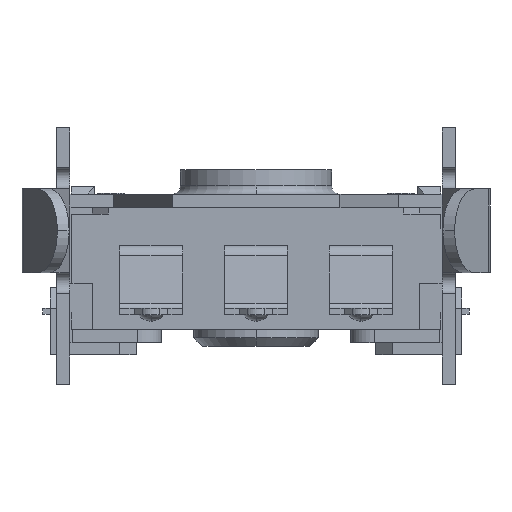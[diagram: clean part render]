
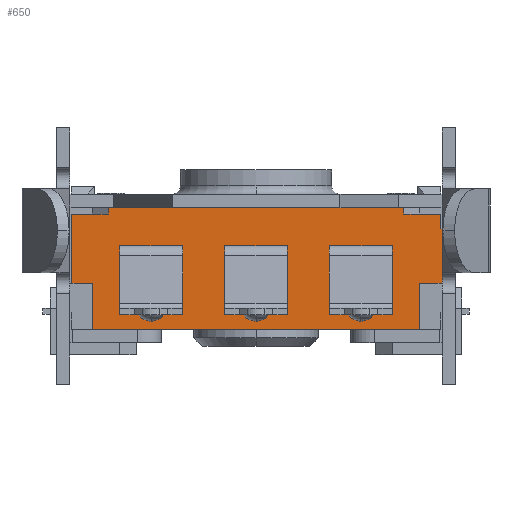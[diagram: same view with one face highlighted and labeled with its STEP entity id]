
A CAD part, front view. The second image highlights one B-rep face of the part: STEP entity #650.
In plain terms, the highlighted planar face has unit normal (0, -1, 0).
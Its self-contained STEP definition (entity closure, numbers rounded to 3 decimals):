
#650=ADVANCED_FACE('NONE',(#1602,#1603,#1604,#1605),#1606,.F.);
#1602=FACE_OUTER_BOUND('',#2867,.T.);
#1603=FACE_BOUND('',#2868,.T.);
#1604=FACE_BOUND('',#2869,.T.);
#1605=FACE_BOUND('',#2870,.T.);
#1606=PLANE('',#2871);
#2867=EDGE_LOOP('',(#4722,#4723,#4724,#4725,#4726,#4727,#4728,#4729,#4730,#4731,#4732,#4733,#4734,#4735));
#2868=EDGE_LOOP('',(#4736,#4737,#4738,#4739));
#2869=EDGE_LOOP('',(#4740,#4741,#4742,#4743));
#2870=EDGE_LOOP('',(#4744,#4745,#4746,#4747));
#2871=AXIS2_PLACEMENT_3D('',#4748,#4749,#4750);
#4722=ORIENTED_EDGE('',*,*,#8080,.F.);
#4723=ORIENTED_EDGE('',*,*,#8078,.F.);
#4724=ORIENTED_EDGE('',*,*,#8081,.T.);
#4725=ORIENTED_EDGE('',*,*,#8082,.T.);
#4726=ORIENTED_EDGE('',*,*,#8083,.T.);
#4727=ORIENTED_EDGE('',*,*,#8084,.T.);
#4728=ORIENTED_EDGE('',*,*,#8085,.F.);
#4729=ORIENTED_EDGE('',*,*,#8086,.T.);
#4730=ORIENTED_EDGE('',*,*,#8087,.T.);
#4731=ORIENTED_EDGE('',*,*,#8088,.F.);
#4732=ORIENTED_EDGE('',*,*,#8089,.F.);
#4733=ORIENTED_EDGE('',*,*,#8090,.F.);
#4734=ORIENTED_EDGE('',*,*,#8091,.T.);
#4735=ORIENTED_EDGE('',*,*,#8092,.T.);
#4736=ORIENTED_EDGE('',*,*,#8093,.F.);
#4737=ORIENTED_EDGE('',*,*,#8094,.T.);
#4738=ORIENTED_EDGE('',*,*,#8095,.F.);
#4739=ORIENTED_EDGE('',*,*,#8096,.F.);
#4740=ORIENTED_EDGE('',*,*,#8097,.F.);
#4741=ORIENTED_EDGE('',*,*,#8098,.T.);
#4742=ORIENTED_EDGE('',*,*,#8099,.F.);
#4743=ORIENTED_EDGE('',*,*,#8100,.F.);
#4744=ORIENTED_EDGE('',*,*,#7857,.F.);
#4745=ORIENTED_EDGE('',*,*,#7853,.T.);
#4746=ORIENTED_EDGE('',*,*,#7828,.F.);
#4747=ORIENTED_EDGE('',*,*,#7849,.F.);
#4748=CARTESIAN_POINT('',(-3.9,-4.8,0.7));
#4749=DIRECTION('',(-0.0,1.0,0.0));
#4750=DIRECTION('',(1.0,0.0,0.0));
#7828=EDGE_CURVE('NONE',#9459,#9460,#9461,.T.);
#7849=EDGE_CURVE('NONE',#9500,#9459,#9501,.T.);
#7853=EDGE_CURVE('NONE',#9506,#9460,#9507,.T.);
#7857=EDGE_CURVE('NONE',#9506,#9500,#9512,.T.);
#8078=EDGE_CURVE('NONE',#9831,#9826,#9833,.T.);
#8080=EDGE_CURVE('NONE',#9826,#9835,#9836,.T.);
#8081=EDGE_CURVE('NONE',#9831,#9837,#9838,.T.);
#8082=EDGE_CURVE('NONE',#9837,#9839,#9840,.T.);
#8083=EDGE_CURVE('NONE',#9839,#9841,#9842,.T.);
#8084=EDGE_CURVE('NONE',#9841,#9843,#9844,.T.);
#8085=EDGE_CURVE('NONE',#9845,#9843,#9846,.T.);
#8086=EDGE_CURVE('NONE',#9845,#9847,#9848,.T.);
#8087=EDGE_CURVE('NONE',#9847,#9849,#9850,.T.);
#8088=EDGE_CURVE('NONE',#9851,#9849,#9852,.T.);
#8089=EDGE_CURVE('NONE',#9853,#9851,#9854,.T.);
#8090=EDGE_CURVE('NONE',#9855,#9853,#9856,.T.);
#8091=EDGE_CURVE('NONE',#9855,#9857,#9858,.T.);
#8092=EDGE_CURVE('NONE',#9857,#9835,#9859,.T.);
#8093=EDGE_CURVE('NONE',#9860,#9861,#9862,.T.);
#8094=EDGE_CURVE('NONE',#9860,#9863,#9864,.T.);
#8095=EDGE_CURVE('NONE',#9865,#9863,#9866,.T.);
#8096=EDGE_CURVE('NONE',#9861,#9865,#9867,.T.);
#8097=EDGE_CURVE('NONE',#9868,#9869,#9870,.T.);
#8098=EDGE_CURVE('NONE',#9868,#9871,#9872,.T.);
#8099=EDGE_CURVE('NONE',#9873,#9871,#9874,.T.);
#8100=EDGE_CURVE('NONE',#9869,#9873,#9875,.T.);
#9459=VERTEX_POINT('NONE',#11728);
#9460=VERTEX_POINT('NONE',#11729);
#9461=LINE('',#11730,#11731);
#9500=VERTEX_POINT('NONE',#11781);
#9501=LINE('',#11782,#11783);
#9506=VERTEX_POINT('NONE',#11790);
#9507=LINE('',#11791,#11792);
#9512=LINE('',#11799,#11800);
#9826=VERTEX_POINT('NONE',#12248);
#9831=VERTEX_POINT('NONE',#12255);
#9833=LINE('',#12258,#12259);
#9835=VERTEX_POINT('NONE',#12261);
#9836=LINE('',#12262,#12263);
#9837=VERTEX_POINT('NONE',#12264);
#9838=LINE('',#12265,#12266);
#9839=VERTEX_POINT('NONE',#12267);
#9840=LINE('',#12268,#12269);
#9841=VERTEX_POINT('NONE',#12270);
#9842=LINE('',#12271,#12272);
#9843=VERTEX_POINT('NONE',#12273);
#9844=LINE('',#12274,#12275);
#9845=VERTEX_POINT('NONE',#12276);
#9846=LINE('',#12277,#12278);
#9847=VERTEX_POINT('NONE',#12279);
#9848=LINE('',#12280,#12281);
#9849=VERTEX_POINT('NONE',#12282);
#9850=LINE('',#12283,#12284);
#9851=VERTEX_POINT('NONE',#12285);
#9852=LINE('',#12286,#12287);
#9853=VERTEX_POINT('NONE',#12288);
#9854=LINE('',#12289,#12290);
#9855=VERTEX_POINT('NONE',#12291);
#9856=LINE('',#12292,#12293);
#9857=VERTEX_POINT('NONE',#12294);
#9858=LINE('',#12295,#12296);
#9859=LINE('',#12297,#12298);
#9860=VERTEX_POINT('NONE',#12299);
#9861=VERTEX_POINT('NONE',#12300);
#9862=LINE('',#12301,#12302);
#9863=VERTEX_POINT('NONE',#12303);
#9864=LINE('',#12304,#12305);
#9865=VERTEX_POINT('NONE',#12306);
#9866=LINE('',#12307,#12308);
#9867=LINE('',#12309,#12310);
#9868=VERTEX_POINT('NONE',#12311);
#9869=VERTEX_POINT('NONE',#12312);
#9870=LINE('',#12313,#12314);
#9871=VERTEX_POINT('NONE',#12315);
#9872=LINE('',#12316,#12317);
#9873=VERTEX_POINT('NONE',#12318);
#9874=LINE('',#12319,#12320);
#9875=LINE('',#12321,#12322);
#11728=CARTESIAN_POINT('',(3.25,-4.8,0.35));
#11729=CARTESIAN_POINT('',(3.25,-4.8,0.5));
#11730=CARTESIAN_POINT('',(3.25,-4.8,0.7));
#11731=VECTOR('',#14740,1000.0);
#11781=CARTESIAN_POINT('',(1.75,-4.8,0.35));
#11782=CARTESIAN_POINT('',(-3.9,-4.8,0.35));
#11783=VECTOR('',#14776,1000.0);
#11790=CARTESIAN_POINT('',(1.75,-4.8,0.5));
#11791=CARTESIAN_POINT('',(-3.9,-4.8,0.5));
#11792=VECTOR('',#14779,1000.0);
#11799=CARTESIAN_POINT('',(1.75,-4.8,0.7));
#11800=VECTOR('',#14782,1000.0);
#12248=CARTESIAN_POINT('',(-3.52,-4.8,2.75));
#12255=CARTESIAN_POINT('',(-4.4,-4.8,2.75));
#12258=CARTESIAN_POINT('',(-4.4,-4.8,2.75));
#12259=VECTOR('',#14980,1000.0);
#12261=CARTESIAN_POINT('',(-3.52,-4.8,2.9));
#12262=CARTESIAN_POINT('',(-3.52,-4.8,-10.317));
#12263=VECTOR('',#14981,1000.0);
#12264=CARTESIAN_POINT('',(-4.4,-4.8,1.1));
#12265=CARTESIAN_POINT('',(-4.4,-4.8,11.882));
#12266=VECTOR('',#14982,1000.0);
#12267=CARTESIAN_POINT('',(-3.9,-4.8,1.1));
#12268=CARTESIAN_POINT('',(-3.9,-4.8,1.1));
#12269=VECTOR('',#14983,1000.0);
#12270=CARTESIAN_POINT('',(-3.9,-4.8,0.0));
#12271=CARTESIAN_POINT('',(-3.9,-4.8,0.7));
#12272=VECTOR('',#14984,1000.0);
#12273=CARTESIAN_POINT('',(3.9,-4.8,0.0));
#12274=CARTESIAN_POINT('',(-3.9,-4.8,0.0));
#12275=VECTOR('',#14985,1000.0);
#12276=CARTESIAN_POINT('',(3.9,-4.8,1.1));
#12277=CARTESIAN_POINT('',(3.9,-4.8,0.7));
#12278=VECTOR('',#14986,1000.0);
#12279=CARTESIAN_POINT('',(4.43,-4.8,1.1));
#12280=CARTESIAN_POINT('',(4.4,-4.8,1.1));
#12281=VECTOR('',#14987,1000.0);
#12282=CARTESIAN_POINT('',(4.43,-4.8,2.4));
#12283=CARTESIAN_POINT('',(4.43,-4.8,2.4));
#12284=VECTOR('',#14988,1000.0);
#12285=CARTESIAN_POINT('',(4.4,-4.8,2.4));
#12286=CARTESIAN_POINT('',(4.4,-4.8,2.4));
#12287=VECTOR('',#14989,1000.0);
#12288=CARTESIAN_POINT('',(4.4,-4.8,2.75));
#12289=CARTESIAN_POINT('',(4.4,-4.8,11.882));
#12290=VECTOR('',#14990,1000.0);
#12291=CARTESIAN_POINT('',(3.52,-4.8,2.75));
#12292=CARTESIAN_POINT('',(-4.4,-4.8,2.75));
#12293=VECTOR('',#14991,1000.0);
#12294=CARTESIAN_POINT('',(3.52,-4.8,2.9));
#12295=CARTESIAN_POINT('',(3.52,-4.8,-10.317));
#12296=VECTOR('',#14992,1000.0);
#12297=CARTESIAN_POINT('',(-3.52,-4.8,2.9));
#12298=VECTOR('',#14993,1000.0);
#12299=CARTESIAN_POINT('',(-3.25,-4.8,0.5));
#12300=CARTESIAN_POINT('',(-3.25,-4.8,0.35));
#12301=CARTESIAN_POINT('',(-3.25,-4.8,0.7));
#12302=VECTOR('',#14994,1000.0);
#12303=CARTESIAN_POINT('',(-1.75,-4.8,0.5));
#12304=CARTESIAN_POINT('',(-3.9,-4.8,0.5));
#12305=VECTOR('',#14995,1000.0);
#12306=CARTESIAN_POINT('',(-1.75,-4.8,0.35));
#12307=CARTESIAN_POINT('',(-1.75,-4.8,0.7));
#12308=VECTOR('',#14996,1000.0);
#12309=CARTESIAN_POINT('',(-3.9,-4.8,0.35));
#12310=VECTOR('',#14997,1000.0);
#12311=CARTESIAN_POINT('',(-0.75,-4.8,0.5));
#12312=CARTESIAN_POINT('',(-0.75,-4.8,0.35));
#12313=CARTESIAN_POINT('',(-0.75,-4.8,0.7));
#12314=VECTOR('',#14998,1000.0);
#12315=CARTESIAN_POINT('',(0.75,-4.8,0.5));
#12316=CARTESIAN_POINT('',(-3.9,-4.8,0.5));
#12317=VECTOR('',#14999,1000.0);
#12318=CARTESIAN_POINT('',(0.75,-4.8,0.35));
#12319=CARTESIAN_POINT('',(0.75,-4.8,0.7));
#12320=VECTOR('',#15000,1000.0);
#12321=CARTESIAN_POINT('',(-3.9,-4.8,0.35));
#12322=VECTOR('',#15001,1000.0);
#14740=DIRECTION('',(0.0,-0.0,1.0));
#14776=DIRECTION('',(1.0,-0.0,0.0));
#14779=DIRECTION('',(1.0,-0.0,0.0));
#14782=DIRECTION('',(-0.0,0.0,-1.0));
#14980=DIRECTION('',(1.0,-0.0,0.0));
#14981=DIRECTION('',(-0.0,-0.0,1.0));
#14982=DIRECTION('',(-0.0,-0.0,-1.0));
#14983=DIRECTION('',(1.0,0.0,0.0));
#14984=DIRECTION('',(-0.0,-0.0,-1.0));
#14985=DIRECTION('',(1.0,0.0,0.0));
#14986=DIRECTION('',(-0.0,-0.0,-1.0));
#14987=DIRECTION('',(1.0,0.0,0.0));
#14988=DIRECTION('',(-0.0,-0.0,1.0));
#14989=DIRECTION('',(1.0,0.,-0.0));
#14990=DIRECTION('',(-0.0,-0.0,-1.0));
#14991=DIRECTION('',(1.0,-0.0,0.0));
#14992=DIRECTION('',(-0.0,-0.0,1.0));
#14993=DIRECTION('',(-1.0,-0.0,-0.0));
#14994=DIRECTION('',(-0.0,0.0,-1.0));
#14995=DIRECTION('',(1.0,-0.0,0.0));
#14996=DIRECTION('',(0.0,-0.0,1.0));
#14997=DIRECTION('',(1.0,-0.0,0.0));
#14998=DIRECTION('',(0.0,0.0,-1.0));
#14999=DIRECTION('',(1.0,-0.0,0.0));
#15000=DIRECTION('',(0.0,0.0,1.0));
#15001=DIRECTION('',(1.0,-0.0,0.0));
